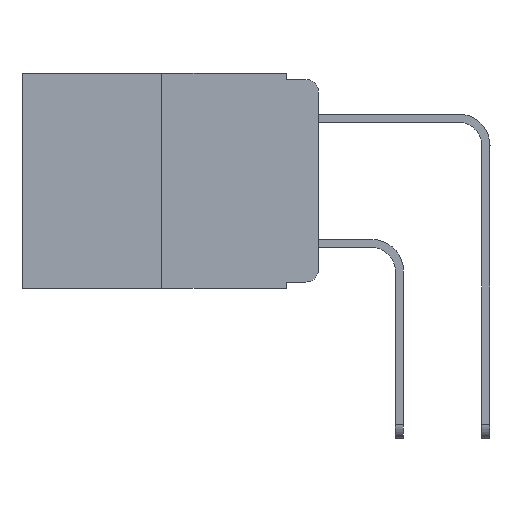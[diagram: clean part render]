
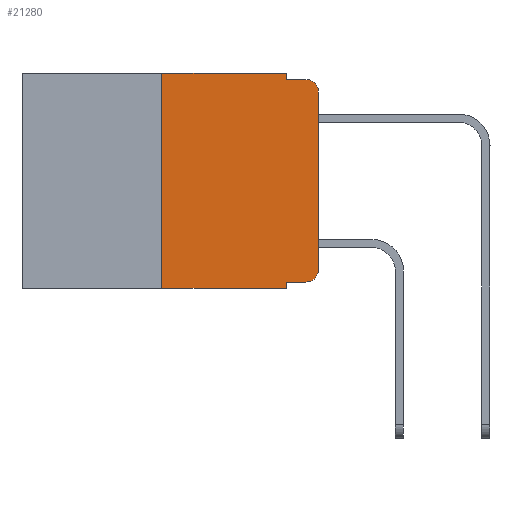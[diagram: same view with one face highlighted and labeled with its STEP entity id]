
A CAD part, left-side view. The second image highlights one B-rep face of the part: STEP entity #21280.
In plain terms, the highlighted planar face has unit normal (-1, 0, 0).
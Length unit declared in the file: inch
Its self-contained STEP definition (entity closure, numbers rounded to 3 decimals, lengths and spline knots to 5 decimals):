
#432 = AXIS2_PLACEMENT_3D ( 'NONE', #25677, #8071, #3735 ) ;
#450 = DIRECTION ( 'NONE',  ( 0., 0., -1. ) ) ;
#875 = ORIENTED_EDGE ( 'NONE', *, *, #19195, .T. ) ;
#1693 = EDGE_CURVE ( 'NONE', #6687, #21262, #18267, .T. ) ;
#1816 = VERTEX_POINT ( 'NONE', #12715 ) ;
#1820 = ORIENTED_EDGE ( 'NONE', *, *, #12614, .T. ) ;
#3698 = CIRCLE ( 'NONE', #22904, 0.02 ) ;
#3735 = DIRECTION ( 'NONE',  ( 0., 0., -1. ) ) ;
#3776 = ORIENTED_EDGE ( 'NONE', *, *, #6175, .F. ) ;
#3909 = AXIS2_PLACEMENT_3D ( 'NONE', #20306, #10381, #450 ) ;
#3999 = LINE ( 'NONE', #5261, #24576 ) ;
#4032 = CARTESIAN_POINT ( 'NONE',  ( 0., 0., -0.313 ) ) ;
#4935 = CARTESIAN_POINT ( 'NONE',  ( 0., 0., -0.03 ) ) ;
#5261 = CARTESIAN_POINT ( 'NONE',  ( 0., 0.051, -0.333 ) ) ;
#5289 = VECTOR ( 'NONE', #12728, 39.37008 ) ;
#5500 = EDGE_LOOP ( 'NONE', ( #11012, #1820, #24741, #3776, #19775, #8671, #23726, #23412, #11144, #875 ) ) ;
#5504 = LINE ( 'NONE', #15537, #17361 ) ;
#5611 = DIRECTION ( 'NONE',  ( 0., -1., 0. ) ) ;
#5617 = DIRECTION ( 'NONE',  ( -1., 0., 0. ) ) ;
#5714 = VECTOR ( 'NONE', #6799, 39.37008 ) ;
#6175 = EDGE_CURVE ( 'NONE', #21262, #7218, #9027, .T. ) ;
#6582 = FACE_OUTER_BOUND ( 'NONE', #5500, .T. ) ;
#6687 = VERTEX_POINT ( 'NONE', #15289 ) ;
#6799 = DIRECTION ( 'NONE',  ( 0., 0., 1. ) ) ;
#7218 = VERTEX_POINT ( 'NONE', #23931 ) ;
#8071 = DIRECTION ( 'NONE',  ( 1., 0., 0. ) ) ;
#8642 = DIRECTION ( 'NONE',  ( 0., 0., 1. ) ) ;
#8671 = ORIENTED_EDGE ( 'NONE', *, *, #8809, .F. ) ;
#8809 = EDGE_CURVE ( 'NONE', #20806, #6687, #14133, .T. ) ;
#9027 = LINE ( 'NONE', #16706, #14338 ) ;
#9815 = CARTESIAN_POINT ( 'NONE',  ( 0., 0.02, -0.03 ) ) ;
#9835 = PLANE ( 'NONE',  #432 ) ;
#10161 = CARTESIAN_POINT ( 'NONE',  ( 0., 0.25, 0. ) ) ;
#10282 = CARTESIAN_POINT ( 'NONE',  ( 0., 0.051, 0. ) ) ;
#10381 = DIRECTION ( 'NONE',  ( -1., 0., 0. ) ) ;
#10821 = CARTESIAN_POINT ( 'NONE',  ( 0., 0., 0. ) ) ;
#11012 = ORIENTED_EDGE ( 'NONE', *, *, #24107, .T. ) ;
#11144 = ORIENTED_EDGE ( 'NONE', *, *, #11795, .T. ) ;
#11537 = LINE ( 'NONE', #15074, #5289 ) ;
#11540 = DIRECTION ( 'NONE',  ( 0., 0., -1. ) ) ;
#11795 = EDGE_CURVE ( 'NONE', #21641, #13302, #3999, .T. ) ;
#12015 = VECTOR ( 'NONE', #8642, 39.37008 ) ;
#12544 = CARTESIAN_POINT ( 'NONE',  ( 0., 0.473, 0. ) ) ;
#12614 = EDGE_CURVE ( 'NONE', #23470, #1816, #3698, .T. ) ;
#12715 = CARTESIAN_POINT ( 'NONE',  ( 0., 0.02, -0.01 ) ) ;
#12728 = DIRECTION ( 'NONE',  ( 0., -1., 0. ) ) ;
#13302 = VERTEX_POINT ( 'NONE', #23948 ) ;
#13414 = EDGE_CURVE ( 'NONE', #21641, #22735, #13899, .T. ) ;
#13899 = LINE ( 'NONE', #10282, #22342 ) ;
#14133 = LINE ( 'NONE', #10161, #5714 ) ;
#14231 = VECTOR ( 'NONE', #22558, 39.37008 ) ;
#14260 = CARTESIAN_POINT ( 'NONE',  ( 0., 0.051, -0.343 ) ) ;
#14338 = VECTOR ( 'NONE', #16790, 39.37008 ) ;
#15074 = CARTESIAN_POINT ( 'NONE',  ( 0., 0.473, -0.343 ) ) ;
#15289 = CARTESIAN_POINT ( 'NONE',  ( 0., 0.25, 0. ) ) ;
#15537 = CARTESIAN_POINT ( 'NONE',  ( 0., 0.051, -0.01 ) ) ;
#16426 = EDGE_CURVE ( 'NONE', #20806, #22735, #11537, .T. ) ;
#16706 = CARTESIAN_POINT ( 'NONE',  ( 0., 0.051, 0. ) ) ;
#16790 = DIRECTION ( 'NONE',  ( 0., 0., -1. ) ) ;
#16861 = CARTESIAN_POINT ( 'NONE',  ( 0., 0.051, -0.333 ) ) ;
#17361 = VECTOR ( 'NONE', #5611, 39.37008 ) ;
#17906 = CARTESIAN_POINT ( 'NONE',  ( 0., 0.051, 0. ) ) ;
#18102 = DIRECTION ( 'NONE',  ( 0., 0., -1. ) ) ;
#18267 = LINE ( 'NONE', #12544, #14231 ) ;
#19195 = EDGE_CURVE ( 'NONE', #13302, #22037, #20146, .T. ) ;
#19775 = ORIENTED_EDGE ( 'NONE', *, *, #1693, .F. ) ;
#20146 = CIRCLE ( 'NONE', #3909, 0.02 ) ;
#20306 = CARTESIAN_POINT ( 'NONE',  ( 0., 0.02, -0.313 ) ) ;
#20806 = VERTEX_POINT ( 'NONE', #23534 ) ;
#21262 = VERTEX_POINT ( 'NONE', #17906 ) ;
#21280 = ADVANCED_FACE ( 'NONE', ( #6582 ), #9835, .F. ) ;
#21641 = VERTEX_POINT ( 'NONE', #16861 ) ;
#22037 = VERTEX_POINT ( 'NONE', #4032 ) ;
#22342 = VECTOR ( 'NONE', #18102, 39.37008 ) ;
#22558 = DIRECTION ( 'NONE',  ( 0., -1., 0. ) ) ;
#22629 = LINE ( 'NONE', #10821, #12015 ) ;
#22735 = VERTEX_POINT ( 'NONE', #14260 ) ;
#22904 = AXIS2_PLACEMENT_3D ( 'NONE', #9815, #5617, #11540 ) ;
#23208 = DIRECTION ( 'NONE',  ( 0., -1., 0. ) ) ;
#23412 = ORIENTED_EDGE ( 'NONE', *, *, #13414, .F. ) ;
#23470 = VERTEX_POINT ( 'NONE', #4935 ) ;
#23534 = CARTESIAN_POINT ( 'NONE',  ( 0., 0.25, -0.343 ) ) ;
#23711 = EDGE_CURVE ( 'NONE', #7218, #1816, #5504, .T. ) ;
#23726 = ORIENTED_EDGE ( 'NONE', *, *, #16426, .T. ) ;
#23931 = CARTESIAN_POINT ( 'NONE',  ( 0., 0.051, -0.01 ) ) ;
#23948 = CARTESIAN_POINT ( 'NONE',  ( 0., 0.02, -0.333 ) ) ;
#24107 = EDGE_CURVE ( 'NONE', #22037, #23470, #22629, .T. ) ;
#24576 = VECTOR ( 'NONE', #23208, 39.37008 ) ;
#24741 = ORIENTED_EDGE ( 'NONE', *, *, #23711, .F. ) ;
#25677 = CARTESIAN_POINT ( 'NONE',  ( 0., 0.473, 0. ) ) ;
